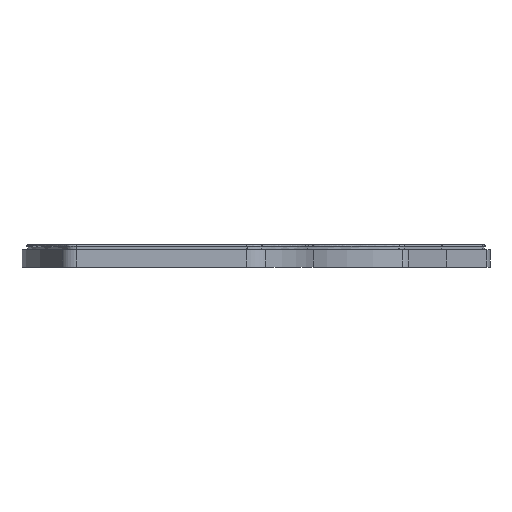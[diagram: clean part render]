
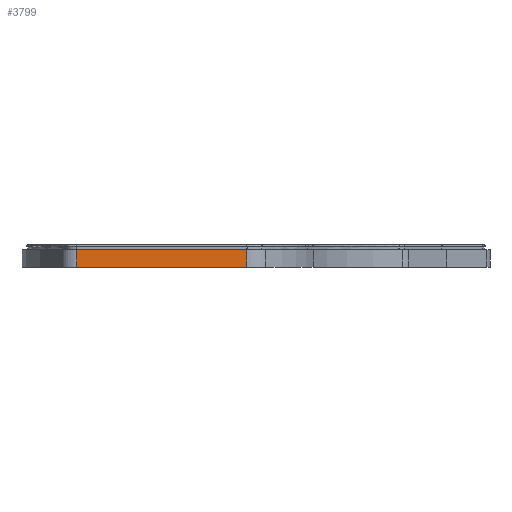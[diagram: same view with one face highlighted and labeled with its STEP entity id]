
A CAD part, front view. The second image highlights one B-rep face of the part: STEP entity #3799.
In plain terms, the highlighted planar face has unit normal (-0.035, -0.999, 0).
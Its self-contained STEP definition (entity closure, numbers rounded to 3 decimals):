
#3771 = VERTEX_POINT('',#3772);
#3772 = CARTESIAN_POINT('',(2.75,-52.312,-3.));
#3781 = VERTEX_POINT('',#3782);
#3782 = CARTESIAN_POINT('',(2.75,-52.312,1.6));
#3789 = EDGE_CURVE('',#3771,#3781,#3790,.T.);
#3790 = LINE('',#3791,#3792);
#3791 = CARTESIAN_POINT('',(2.75,-52.312,-3.));
#3792 = VECTOR('',#3793,1.);
#3793 = DIRECTION('',(0.,0.,1.));
#3799 = ADVANCED_FACE('',(#3800),#3825,.F.);
#3800 = FACE_BOUND('',#3801,.F.);
#3801 = EDGE_LOOP('',(#3802,#3812,#3818,#3819));
#3802 = ORIENTED_EDGE('',*,*,#3803,.T.);
#3803 = EDGE_CURVE('',#3804,#3806,#3808,.T.);
#3804 = VERTEX_POINT('',#3805);
#3805 = CARTESIAN_POINT('',(-41.453,-50.768,-3.));
#3806 = VERTEX_POINT('',#3807);
#3807 = CARTESIAN_POINT('',(-41.453,-50.768,1.6));
#3808 = LINE('',#3809,#3810);
#3809 = CARTESIAN_POINT('',(-41.453,-50.768,-3.));
#3810 = VECTOR('',#3811,1.);
#3811 = DIRECTION('',(0.,0.,1.));
#3812 = ORIENTED_EDGE('',*,*,#3813,.T.);
#3813 = EDGE_CURVE('',#3806,#3781,#3814,.T.);
#3814 = LINE('',#3815,#3816);
#3815 = CARTESIAN_POINT('',(-41.453,-50.768,1.6));
#3816 = VECTOR('',#3817,1.);
#3817 = DIRECTION('',(0.999,-0.035,0.));
#3818 = ORIENTED_EDGE('',*,*,#3789,.F.);
#3819 = ORIENTED_EDGE('',*,*,#3820,.F.);
#3820 = EDGE_CURVE('',#3804,#3771,#3821,.T.);
#3821 = LINE('',#3822,#3823);
#3822 = CARTESIAN_POINT('',(-41.453,-50.768,-3.));
#3823 = VECTOR('',#3824,1.);
#3824 = DIRECTION('',(0.999,-0.035,0.));
#3825 = PLANE('',#3826);
#3826 = AXIS2_PLACEMENT_3D('',#3827,#3828,#3829);
#3827 = CARTESIAN_POINT('',(-41.453,-50.768,-3.));
#3828 = DIRECTION('',(0.035,0.999,0.));
#3829 = DIRECTION('',(0.999,-0.035,0.));
